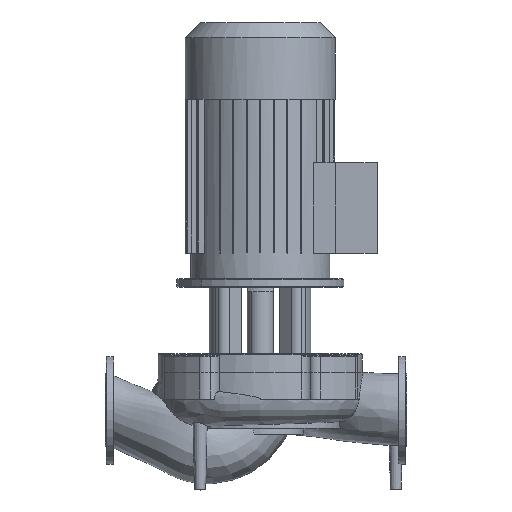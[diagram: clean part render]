
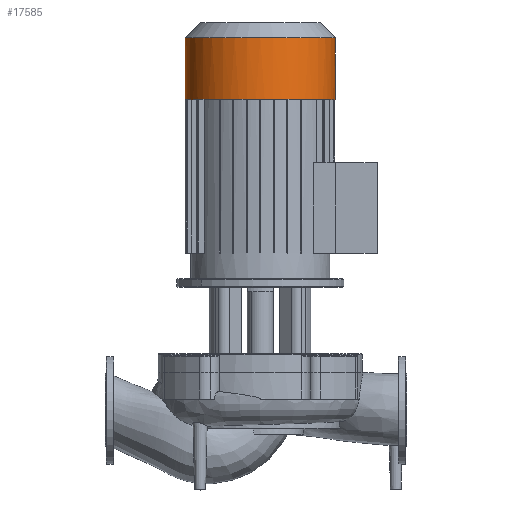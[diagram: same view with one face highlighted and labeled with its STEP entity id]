
A CAD part, top view. The second image highlights one B-rep face of the part: STEP entity #17585.
In plain terms, the highlighted cylindrical face has radius 174.5 mm (diameter 349 mm), a partial arc.
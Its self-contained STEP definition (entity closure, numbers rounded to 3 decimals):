
#13191=CARTESIAN_POINT('',(534.5,722.5,0.0));
#13192=VERTEX_POINT('',#13191);
#13193=CARTESIAN_POINT('',(534.5,866.1,0.0));
#13194=VERTEX_POINT('',#13193);
#13195=CARTESIAN_POINT('',(534.5,722.5,0.0));
#13196=DIRECTION('',(0.0,1.0,0.0));
#13197=VECTOR('',#13196,143.6);
#13198=LINE('',#13195,#13197);
#13199=EDGE_CURVE('',#13192,#13194,#13198,.T.);
#13201=CARTESIAN_POINT('',(185.5,722.5,0.));
#13202=VERTEX_POINT('',#13201);
#13210=CARTESIAN_POINT('',(185.5,866.1,0.));
#13211=VERTEX_POINT('',#13210);
#13212=CARTESIAN_POINT('',(185.5,722.5,0.));
#13213=DIRECTION('',(0.0,1.0,0.0));
#13214=VECTOR('',#13213,143.6);
#13215=LINE('',#13212,#13214);
#13216=EDGE_CURVE('',#13202,#13211,#13215,.T.);
#16134=CARTESIAN_POINT('',(360.0,722.5,0.0));
#16135=DIRECTION('',(0.0,1.0,0.0));
#16136=DIRECTION('',(1.0,0.0,0.0));
#16137=AXIS2_PLACEMENT_3D('',#16134,#16135,#16136);
#16138=CIRCLE('',#16137,174.5);
#16139=EDGE_CURVE('',#13202,#13192,#16138,.T.);
#17564=CARTESIAN_POINT('',(360.0,866.1,0.0));
#17565=DIRECTION('',(0.0,1.0,0.0));
#17566=DIRECTION('',(1.0,0.0,0.0));
#17567=AXIS2_PLACEMENT_3D('',#17564,#17565,#17566);
#17568=CIRCLE('',#17567,174.5);
#17569=EDGE_CURVE('',#13211,#13194,#17568,.T.);
#17574=CARTESIAN_POINT('',(360.0,901.0,0.0));
#17575=DIRECTION('',(0.0,-1.0,0.0));
#17576=DIRECTION('',(1.0,0.0,0.0));
#17577=AXIS2_PLACEMENT_3D('',#17574,#17575,#17576);
#17578=CYLINDRICAL_SURFACE('',#17577,174.5);
#17579=ORIENTED_EDGE('',*,*,#13199,.T.);
#17580=ORIENTED_EDGE('',*,*,#17569,.F.);
#17581=ORIENTED_EDGE('',*,*,#13216,.F.);
#17582=ORIENTED_EDGE('',*,*,#16139,.T.);
#17583=EDGE_LOOP('',(#17579,#17580,#17581,#17582));
#17584=FACE_OUTER_BOUND('',#17583,.T.);
#17585=ADVANCED_FACE('',(#17584),#17578,.T.);
